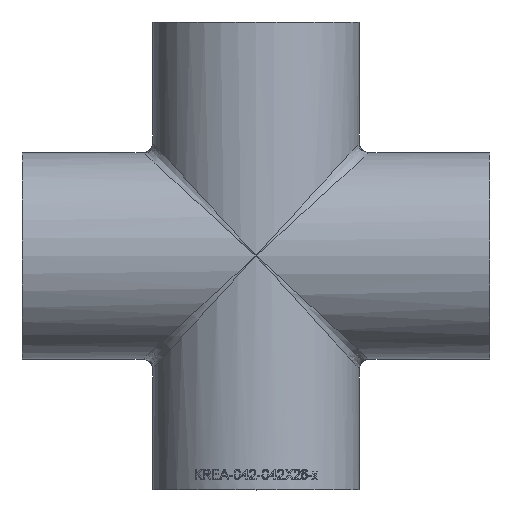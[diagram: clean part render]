
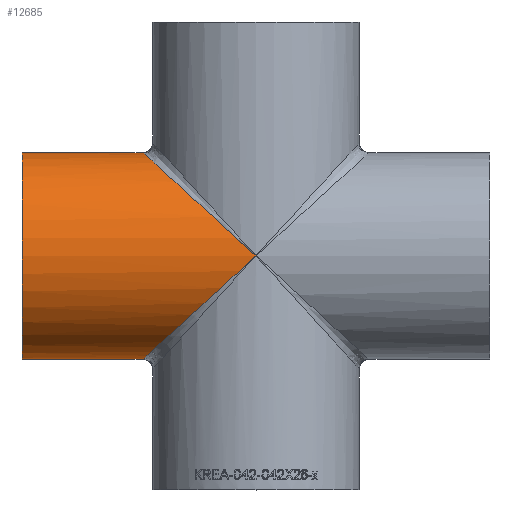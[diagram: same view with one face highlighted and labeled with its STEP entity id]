
A CAD part, top view. The second image highlights one B-rep face of the part: STEP entity #12685.
In plain terms, the highlighted cylindrical face has radius 21.2 mm (diameter 42.4 mm), a full revolution.
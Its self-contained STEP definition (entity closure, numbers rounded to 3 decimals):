
#241 =( BOUNDED_CURVE ( )  B_SPLINE_CURVE ( 3, ( #751, #7180, #16912, #18520 ),
 .UNSPECIFIED., .F., .F. ) 
 B_SPLINE_CURVE_WITH_KNOTS ( ( 4, 4 ),
 ( 4.712, 7.854 ),
 .UNSPECIFIED. ) 
 CURVE ( )  GEOMETRIC_REPRESENTATION_ITEM ( )  RATIONAL_B_SPLINE_CURVE ( ( 1., 0.333, 0.333, 1. ) ) 
 REPRESENTATION_ITEM ( '' )  );
#310 = EDGE_LOOP ( 'NONE', ( #20456 ) ) ;
#346 = DIRECTION ( 'NONE',  ( -1., 0., 0. ) ) ;
#751 = CARTESIAN_POINT ( 'NONE',  ( 0., 0., -21.2 ) ) ;
#857 = DIRECTION ( 'NONE',  ( 0., 0., 1. ) ) ;
#1715 = CARTESIAN_POINT ( 'NONE',  ( -46.4, 42.4, -21.2 ) ) ;
#1806 = DIRECTION ( 'NONE',  ( 0., 0., 1. ) ) ;
#2193 = EDGE_LOOP ( 'NONE', ( #6120, #18320 ) ) ;
#2415 = CARTESIAN_POINT ( 'NONE',  ( 0., 0., -21.2 ) ) ;
#2890 = AXIS2_PLACEMENT_3D ( 'NONE', #20541, #15328, #857 ) ;
#3462 = CARTESIAN_POINT ( 'NONE',  ( -48., 0., 0. ) ) ;
#4765 = CARTESIAN_POINT ( 'NONE',  ( -46.4, 42.4, 21.2 ) ) ;
#4890 = AXIS2_PLACEMENT_3D ( 'NONE', #3462, #346, #1806 ) ;
#5087 = CARTESIAN_POINT ( 'NONE',  ( 0., 0., -21.2 ) ) ;
#5486 = FACE_OUTER_BOUND ( 'NONE', #310, .T. ) ;
#6024 =( BOUNDED_CURVE ( )  B_SPLINE_CURVE ( 3, ( #16202, #4765, #1715, #5087 ),
 .UNSPECIFIED., .F., .F. ) 
 B_SPLINE_CURVE_WITH_KNOTS ( ( 4, 4 ),
 ( 4.712, 7.854 ),
 .UNSPECIFIED. ) 
 CURVE ( )  GEOMETRIC_REPRESENTATION_ITEM ( )  RATIONAL_B_SPLINE_CURVE ( ( 1., 0.333, 0.333, 1. ) ) 
 REPRESENTATION_ITEM ( '' )  );
#6120 = ORIENTED_EDGE ( 'NONE', *, *, #12653, .T. ) ;
#7180 = CARTESIAN_POINT ( 'NONE',  ( -46.4, -42.4, -21.2 ) ) ;
#7507 = VERTEX_POINT ( 'NONE', #13693 ) ;
#8784 = CYLINDRICAL_SURFACE ( 'NONE', #2890, 21.2 ) ;
#10824 = FACE_OUTER_BOUND ( 'NONE', #2193, .T. ) ;
#10938 = EDGE_CURVE ( 'NONE', #7507, #12703, #6024, .T. ) ;
#12653 = EDGE_CURVE ( 'NONE', #12703, #7507, #241, .T. ) ;
#12685 = ADVANCED_FACE ( 'NONE', ( #5486, #10824 ), #8784, .T. ) ;
#12703 = VERTEX_POINT ( 'NONE', #2415 ) ;
#13442 = EDGE_CURVE ( 'NONE', #17591, #17591, #14115, .T. ) ;
#13693 = CARTESIAN_POINT ( 'NONE',  ( 0., 0., 21.2 ) ) ;
#14115 = CIRCLE ( 'NONE', #4890, 21.2 ) ;
#15328 = DIRECTION ( 'NONE',  ( -1., 0., 0. ) ) ;
#16202 = CARTESIAN_POINT ( 'NONE',  ( 0., 0., 21.2 ) ) ;
#16912 = CARTESIAN_POINT ( 'NONE',  ( -46.4, -42.4, 21.2 ) ) ;
#17591 = VERTEX_POINT ( 'NONE', #17690 ) ;
#17690 = CARTESIAN_POINT ( 'NONE',  ( -48., 0., 21.2 ) ) ;
#18320 = ORIENTED_EDGE ( 'NONE', *, *, #10938, .T. ) ;
#18520 = CARTESIAN_POINT ( 'NONE',  ( 0., 0., 21.2 ) ) ;
#20456 = ORIENTED_EDGE ( 'NONE', *, *, #13442, .F. ) ;
#20541 = CARTESIAN_POINT ( 'NONE',  ( 48., 0., 0. ) ) ;
